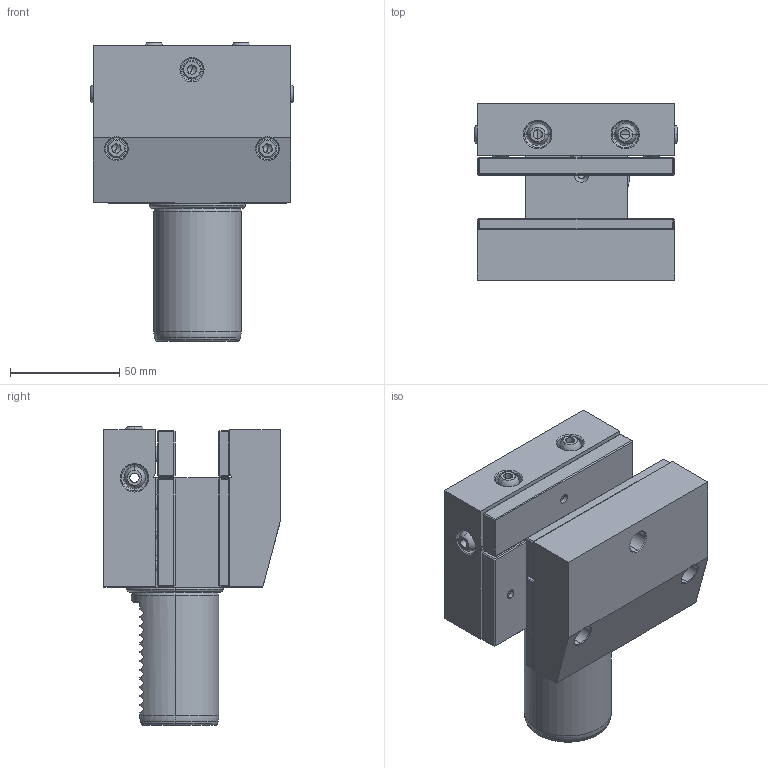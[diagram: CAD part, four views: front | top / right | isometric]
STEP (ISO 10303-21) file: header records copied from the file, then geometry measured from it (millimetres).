
FILE_DESCRIPTION (( 'STEP AP203' ), '1' );
FILE_NAME ('D1-40X25X72.STEP', '2019-02-15T09:37:03', ( '' ), ( '' ), 'SwSTEP 2.0', 'SolidWorks 2017', '' );
FILE_SCHEMA (( 'CONFIG_CONTROL_DESIGN' ));
Length unit declared in the file: inch
Products named in the file (1): D1-40X25X72
Bounding box: 92.6 x 80.5 x 136.3 mm (x, y, z)
Volume: 476495.5 mm3; surface area: 96062.4 mm2
Topology: 28 solids, 28 shells, 762 faces, 1730 edges, 1006 vertices
Faces by surface type: plane 406, cylinder 156, cone 154, torus 28, bspline 10, sphere 8
Entity records: 28008 total; most frequent: CARTESIAN_POINT 11263, DIRECTION 3523, ORIENTED_EDGE 3356, EDGE_CURVE 1678, AXIS2_PLACEMENT_3D 1250, LINE 1023, VECTOR 1023, VERTEX_POINT 994
